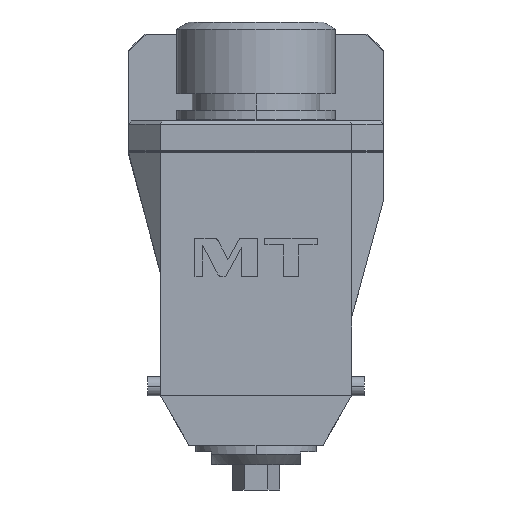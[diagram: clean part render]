
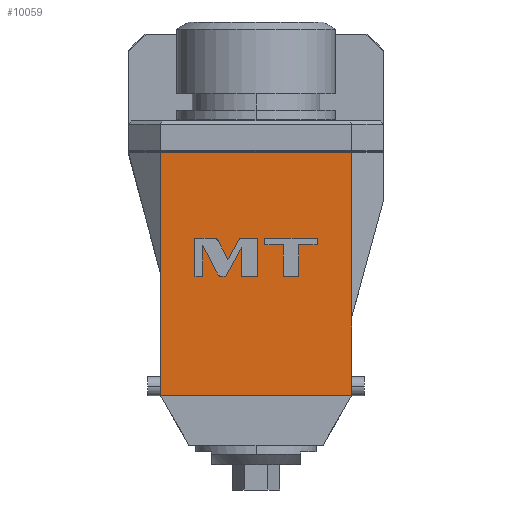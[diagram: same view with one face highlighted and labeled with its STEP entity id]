
A CAD part, left-side view. The second image highlights one B-rep face of the part: STEP entity #10059.
In plain terms, the highlighted planar face has unit normal (-1, 0, 0).
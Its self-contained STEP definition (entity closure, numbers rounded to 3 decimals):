
#4029=DIRECTION('',(0.,0.,1.));
#4030=VECTOR('',#4029,38.);
#4031=CARTESIAN_POINT('',(-120.,30.,-35.));
#4032=LINE('',#4031,#4030);
#4033=DIRECTION('',(0.,1.,0.));
#4034=VECTOR('',#4033,60.);
#4035=CARTESIAN_POINT('',(-120.,-30.,3.));
#4036=LINE('',#4035,#4034);
#4037=DIRECTION('',(0.,0.,1.));
#4038=VECTOR('',#4037,52.);
#4039=CARTESIAN_POINT('',(-120.,-30.,-49.));
#4040=LINE('',#4039,#4038);
#4041=DIRECTION('',(0.,0.,1.));
#4042=VECTOR('',#4041,24.4);
#4043=CARTESIAN_POINT('',(-120.,-30.,-73.4));
#4044=LINE('',#4043,#4042);
#4045=DIRECTION('',(0.,1.,0.));
#4046=VECTOR('',#4045,60.);
#4047=CARTESIAN_POINT('',(-120.,-30.,-73.4));
#4048=LINE('',#4047,#4046);
#4049=DIRECTION('',(0.,0.,-1.));
#4050=VECTOR('',#4049,38.4);
#4051=CARTESIAN_POINT('',(-120.,30.,-35.));
#4052=LINE('',#4051,#4050);
#4053=CARTESIAN_POINT('',(-120.,11.863,-24.781));
#4054=CARTESIAN_POINT('',(-120.,12.112,-24.299));
#4055=CARTESIAN_POINT('',(-120.,12.604,-24.));
#4056=CARTESIAN_POINT('',(-120.,13.146,-24.));
#4058=DIRECTION('',(0.,1.,0.));
#4059=VECTOR('',#4058,6.032);
#4060=CARTESIAN_POINT('',(-120.,13.146,-24.));
#4061=LINE('',#4060,#4059);
#4062=DIRECTION('',(0.,0.,-1.));
#4063=VECTOR('',#4062,12.);
#4064=CARTESIAN_POINT('',(-120.,19.178,-24.));
#4065=LINE('',#4064,#4063);
#4066=DIRECTION('',(0.,-1.,0.));
#4067=VECTOR('',#4066,2.496);
#4068=CARTESIAN_POINT('',(-120.,19.178,-36.));
#4069=LINE('',#4068,#4067);
#4070=DIRECTION('',(0.,0.,1.));
#4071=VECTOR('',#4070,9.721);
#4072=CARTESIAN_POINT('',(-120.,16.682,-36.));
#4073=LINE('',#4072,#4071);
#4074=DIRECTION('',(0.,-0.459,-0.888));
#4075=VECTOR('',#4074,10.064);
#4076=CARTESIAN_POINT('',(-120.,16.682,-26.279));
#4077=LINE('',#4076,#4075);
#4078=CARTESIAN_POINT('',(-120.,12.059,-35.219));
#4079=CARTESIAN_POINT('',(-120.,11.81,-35.701));
#4080=CARTESIAN_POINT('',(-120.,11.318,-36.));
#4081=CARTESIAN_POINT('',(-120.,10.775,-36.));
#4083=DIRECTION('',(0.,-1.,0.));
#4084=VECTOR('',#4083,1.252);
#4085=CARTESIAN_POINT('',(-120.,10.775,-36.));
#4086=LINE('',#4085,#4084);
#4087=DIRECTION('',(0.,-0.481,0.877));
#4088=VECTOR('',#4087,10.412);
#4089=CARTESIAN_POINT('',(-120.,9.523,-36.));
#4090=LINE('',#4089,#4088);
#4091=DIRECTION('',(0.,0.,-1.));
#4092=VECTOR('',#4091,9.127);
#4093=CARTESIAN_POINT('',(-120.,4.513,-26.873));
#4094=LINE('',#4093,#4092);
#4095=DIRECTION('',(0.,-1.,0.));
#4096=VECTOR('',#4095,5.05);
#4097=CARTESIAN_POINT('',(-120.,4.513,-36.));
#4098=LINE('',#4097,#4096);
#4099=DIRECTION('',(0.,0.,1.));
#4100=VECTOR('',#4099,12.);
#4101=CARTESIAN_POINT('',(-120.,-0.537,-36.));
#4102=LINE('',#4101,#4100);
#4103=DIRECTION('',(0.,1.,0.));
#4104=VECTOR('',#4103,5.693);
#4105=CARTESIAN_POINT('',(-120.,-0.537,-24.));
#4106=LINE('',#4105,#4104);
#4107=DIRECTION('',(0.,0.481,-0.877));
#4108=VECTOR('',#4107,7.609);
#4109=CARTESIAN_POINT('',(-120.,5.156,-24.));
#4110=LINE('',#4109,#4108);
#4111=DIRECTION('',(0.,0.459,0.888));
#4112=VECTOR('',#4111,6.63);
#4113=CARTESIAN_POINT('',(-120.,8.818,-30.67));
#4114=LINE('',#4113,#4112);
#4115=DIRECTION('',(0.,0.,-1.));
#4116=VECTOR('',#4115,9.956);
#4117=CARTESIAN_POINT('',(-120.,-8.607,-26.044));
#4118=LINE('',#4117,#4116);
#4119=DIRECTION('',(0.,-1.,0.));
#4120=VECTOR('',#4119,4.752);
#4121=CARTESIAN_POINT('',(-120.,-8.607,-36.));
#4122=LINE('',#4121,#4120);
#4123=DIRECTION('',(0.,0.,1.));
#4124=VECTOR('',#4123,9.956);
#4125=CARTESIAN_POINT('',(-120.,-13.359,-36.));
#4126=LINE('',#4125,#4124);
#4127=DIRECTION('',(0.,-1.,0.));
#4128=VECTOR('',#4127,5.818);
#4129=CARTESIAN_POINT('',(-120.,-13.359,-26.044));
#4130=LINE('',#4129,#4128);
#4131=DIRECTION('',(0.,0.,1.));
#4132=VECTOR('',#4131,2.044);
#4133=CARTESIAN_POINT('',(-120.,-19.177,-26.044));
#4134=LINE('',#4133,#4132);
#4135=DIRECTION('',(0.,1.,0.));
#4136=VECTOR('',#4135,16.388);
#4137=CARTESIAN_POINT('',(-120.,-19.177,-24.));
#4138=LINE('',#4137,#4136);
#4139=DIRECTION('',(0.,0.,-1.));
#4140=VECTOR('',#4139,2.044);
#4141=CARTESIAN_POINT('',(-120.,-2.789,-24.));
#4142=LINE('',#4141,#4140);
#4143=DIRECTION('',(0.,-1.,0.));
#4144=VECTOR('',#4143,5.818);
#4145=CARTESIAN_POINT('',(-120.,-2.789,-26.044));
#4146=LINE('',#4145,#4144);
#5048=CARTESIAN_POINT('',(-120.,-30.,-73.4));
#5049=CARTESIAN_POINT('',(-120.,30.,-73.4));
#5050=VERTEX_POINT('',#5048);
#5051=VERTEX_POINT('',#5049);
#5072=CARTESIAN_POINT('',(-120.,-30.,-49.));
#5073=CARTESIAN_POINT('',(-120.,-30.,3.));
#5074=VERTEX_POINT('',#5072);
#5075=VERTEX_POINT('',#5073);
#5082=CARTESIAN_POINT('',(-120.,30.,-35.));
#5083=CARTESIAN_POINT('',(-120.,30.,3.));
#5084=VERTEX_POINT('',#5082);
#5085=VERTEX_POINT('',#5083);
#6040=VERTEX_POINT('',#4053);
#6041=VERTEX_POINT('',#4056);
#6042=CARTESIAN_POINT('',(-120.,19.178,-24.));
#6043=VERTEX_POINT('',#6042);
#6044=CARTESIAN_POINT('',(-120.,19.178,-36.));
#6045=VERTEX_POINT('',#6044);
#6046=CARTESIAN_POINT('',(-120.,16.682,-36.));
#6047=VERTEX_POINT('',#6046);
#6048=CARTESIAN_POINT('',(-120.,16.682,-26.279));
#6049=VERTEX_POINT('',#6048);
#6050=CARTESIAN_POINT('',(-120.,12.059,-35.219));
#6051=VERTEX_POINT('',#6050);
#6052=VERTEX_POINT('',#4081);
#6053=CARTESIAN_POINT('',(-120.,9.523,-36.));
#6054=VERTEX_POINT('',#6053);
#6055=CARTESIAN_POINT('',(-120.,4.513,-26.873));
#6056=VERTEX_POINT('',#6055);
#6057=CARTESIAN_POINT('',(-120.,4.513,-36.));
#6058=VERTEX_POINT('',#6057);
#6059=CARTESIAN_POINT('',(-120.,-0.537,-36.));
#6060=VERTEX_POINT('',#6059);
#6061=CARTESIAN_POINT('',(-120.,-0.537,-24.));
#6062=VERTEX_POINT('',#6061);
#6063=CARTESIAN_POINT('',(-120.,5.156,-24.));
#6064=VERTEX_POINT('',#6063);
#6065=CARTESIAN_POINT('',(-120.,8.818,-30.67));
#6066=VERTEX_POINT('',#6065);
#6067=CARTESIAN_POINT('',(-120.,-8.607,-26.044));
#6068=CARTESIAN_POINT('',(-120.,-8.607,-36.));
#6069=VERTEX_POINT('',#6067);
#6070=VERTEX_POINT('',#6068);
#6071=CARTESIAN_POINT('',(-120.,-13.359,-36.));
#6072=VERTEX_POINT('',#6071);
#6073=CARTESIAN_POINT('',(-120.,-13.359,-26.044));
#6074=VERTEX_POINT('',#6073);
#6075=CARTESIAN_POINT('',(-120.,-19.177,-26.044));
#6076=VERTEX_POINT('',#6075);
#6077=CARTESIAN_POINT('',(-120.,-19.177,-24.));
#6078=VERTEX_POINT('',#6077);
#6079=CARTESIAN_POINT('',(-120.,-2.789,-24.));
#6080=VERTEX_POINT('',#6079);
#6081=CARTESIAN_POINT('',(-120.,-2.789,-26.044));
#6082=VERTEX_POINT('',#6081);
#9992=CARTESIAN_POINT('',(-120.,0.,0.));
#9993=DIRECTION('',(-1.,0.,0.));
#9994=DIRECTION('',(0.,0.,1.));
#9995=AXIS2_PLACEMENT_3D('',#9992,#9993,#9994);
#9996=PLANE('',#9995);
#9998=ORIENTED_EDGE('',*,*,#9997,.T.);
#10000=ORIENTED_EDGE('',*,*,#9999,.F.);
#10002=ORIENTED_EDGE('',*,*,#10001,.F.);
#10003=ORIENTED_EDGE('',*,*,#6294,.F.);
#10005=ORIENTED_EDGE('',*,*,#10004,.T.);
#10006=ORIENTED_EDGE('',*,*,#6558,.F.);
#10007=EDGE_LOOP('',(#9998,#10000,#10002,#10003,#10005,#10006));
#10008=FACE_OUTER_BOUND('',#10007,.F.);
#10010=ORIENTED_EDGE('',*,*,#10009,.T.);
#10012=ORIENTED_EDGE('',*,*,#10011,.T.);
#10014=ORIENTED_EDGE('',*,*,#10013,.T.);
#10016=ORIENTED_EDGE('',*,*,#10015,.T.);
#10018=ORIENTED_EDGE('',*,*,#10017,.T.);
#10020=ORIENTED_EDGE('',*,*,#10019,.T.);
#10022=ORIENTED_EDGE('',*,*,#10021,.T.);
#10024=ORIENTED_EDGE('',*,*,#10023,.T.);
#10026=ORIENTED_EDGE('',*,*,#10025,.T.);
#10028=ORIENTED_EDGE('',*,*,#10027,.T.);
#10030=ORIENTED_EDGE('',*,*,#10029,.T.);
#10032=ORIENTED_EDGE('',*,*,#10031,.T.);
#10034=ORIENTED_EDGE('',*,*,#10033,.T.);
#10036=ORIENTED_EDGE('',*,*,#10035,.T.);
#10038=ORIENTED_EDGE('',*,*,#10037,.T.);
#10039=EDGE_LOOP('',(#10010,#10012,#10014,#10016,#10018,#10020,#10022,#10024,
#10026,#10028,#10030,#10032,#10034,#10036,#10038));
#10040=FACE_BOUND('',#10039,.F.);
#10042=ORIENTED_EDGE('',*,*,#10041,.T.);
#10044=ORIENTED_EDGE('',*,*,#10043,.T.);
#10046=ORIENTED_EDGE('',*,*,#10045,.T.);
#10048=ORIENTED_EDGE('',*,*,#10047,.T.);
#10050=ORIENTED_EDGE('',*,*,#10049,.T.);
#10052=ORIENTED_EDGE('',*,*,#10051,.T.);
#10054=ORIENTED_EDGE('',*,*,#10053,.T.);
#10056=ORIENTED_EDGE('',*,*,#10055,.T.);
#10057=EDGE_LOOP('',(#10042,#10044,#10046,#10048,#10050,#10052,#10054,#10056));
#10058=FACE_BOUND('',#10057,.F.);
#10059=ADVANCED_FACE('',(#10008,#10040,#10058),#9996,.T.);
#4057=B_SPLINE_CURVE_WITH_KNOTS('',3,(#4053,#4054,#4055,#4056),.UNSPECIFIED.,
.F.,.F.,(4,4),(0.,1.),.UNSPECIFIED.);
#4082=B_SPLINE_CURVE_WITH_KNOTS('',3,(#4078,#4079,#4080,#4081),.UNSPECIFIED.,
.F.,.F.,(4,4),(0.,1.),.UNSPECIFIED.);
#6294=EDGE_CURVE('',#5050,#5074,#4044,.T.);
#6558=EDGE_CURVE('',#5084,#5051,#4052,.T.);
#9997=EDGE_CURVE('',#5084,#5085,#4032,.T.);
#9999=EDGE_CURVE('',#5075,#5085,#4036,.T.);
#10001=EDGE_CURVE('',#5074,#5075,#4040,.T.);
#10004=EDGE_CURVE('',#5050,#5051,#4048,.T.);
#10009=EDGE_CURVE('',#6040,#6041,#4057,.T.);
#10011=EDGE_CURVE('',#6041,#6043,#4061,.T.);
#10013=EDGE_CURVE('',#6043,#6045,#4065,.T.);
#10015=EDGE_CURVE('',#6045,#6047,#4069,.T.);
#10017=EDGE_CURVE('',#6047,#6049,#4073,.T.);
#10019=EDGE_CURVE('',#6049,#6051,#4077,.T.);
#10021=EDGE_CURVE('',#6051,#6052,#4082,.T.);
#10023=EDGE_CURVE('',#6052,#6054,#4086,.T.);
#10025=EDGE_CURVE('',#6054,#6056,#4090,.T.);
#10027=EDGE_CURVE('',#6056,#6058,#4094,.T.);
#10029=EDGE_CURVE('',#6058,#6060,#4098,.T.);
#10031=EDGE_CURVE('',#6060,#6062,#4102,.T.);
#10033=EDGE_CURVE('',#6062,#6064,#4106,.T.);
#10035=EDGE_CURVE('',#6064,#6066,#4110,.T.);
#10037=EDGE_CURVE('',#6066,#6040,#4114,.T.);
#10041=EDGE_CURVE('',#6069,#6070,#4118,.T.);
#10043=EDGE_CURVE('',#6070,#6072,#4122,.T.);
#10045=EDGE_CURVE('',#6072,#6074,#4126,.T.);
#10047=EDGE_CURVE('',#6074,#6076,#4130,.T.);
#10049=EDGE_CURVE('',#6076,#6078,#4134,.T.);
#10051=EDGE_CURVE('',#6078,#6080,#4138,.T.);
#10053=EDGE_CURVE('',#6080,#6082,#4142,.T.);
#10055=EDGE_CURVE('',#6082,#6069,#4146,.T.);
